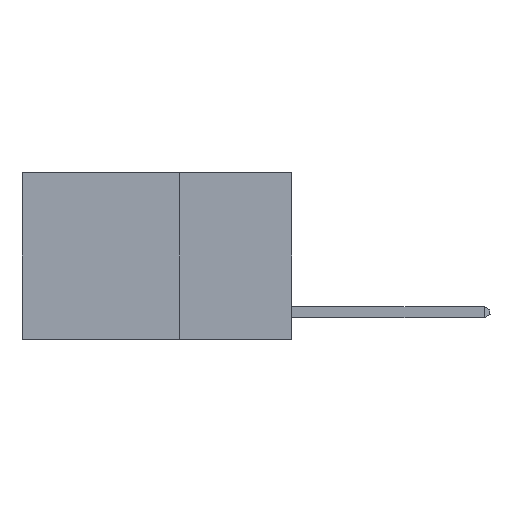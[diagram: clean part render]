
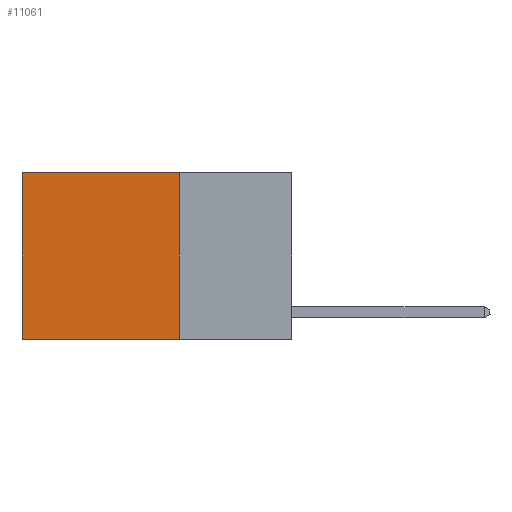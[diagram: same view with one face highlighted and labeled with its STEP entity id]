
A CAD part, left-side view. The second image highlights one B-rep face of the part: STEP entity #11061.
In plain terms, the highlighted planar face has unit normal (-1, 0, 0).
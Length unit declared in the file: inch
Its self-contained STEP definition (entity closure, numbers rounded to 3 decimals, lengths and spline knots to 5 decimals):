
#89 = ORIENTED_EDGE ( 'NONE', *, *, #9113, .T. ) ;
#1532 = AXIS2_PLACEMENT_3D ( 'NONE', #20211, #17368, #2990 ) ;
#1859 = EDGE_CURVE ( 'NONE', #7413, #18612, #18851, .T. ) ;
#2156 = VECTOR ( 'NONE', #18845, 39.37008 ) ;
#2716 = CARTESIAN_POINT ( 'NONE',  ( 0.2625, 0.6, 0. ) ) ;
#2985 = EDGE_CURVE ( 'NONE', #7413, #11094, #19496, .T. ) ;
#2990 = DIRECTION ( 'NONE',  ( 0., 0., -1. ) ) ;
#3103 = DIRECTION ( 'NONE',  ( 0., 1., 0. ) ) ;
#3438 = CARTESIAN_POINT ( 'NONE',  ( 0.2625, 0.25, 0. ) ) ;
#4557 = FACE_OUTER_BOUND ( 'NONE', #6769, .T. ) ;
#4657 = LINE ( 'NONE', #17467, #2156 ) ;
#6333 = CARTESIAN_POINT ( 'NONE',  ( 0.2625, 0.25, -0.37 ) ) ;
#6769 = EDGE_LOOP ( 'NONE', ( #89, #20372, #13339, #17586 ) ) ;
#7413 = VERTEX_POINT ( 'NONE', #10850 ) ;
#9113 = EDGE_CURVE ( 'NONE', #18612, #18568, #4657, .T. ) ;
#9698 = LINE ( 'NONE', #6333, #15217 ) ;
#10727 = CARTESIAN_POINT ( 'NONE',  ( 0.2625, 0.25, 0. ) ) ;
#10850 = CARTESIAN_POINT ( 'NONE',  ( 0.2625, 0.25, 0. ) ) ;
#10936 = PLANE ( 'NONE',  #1532 ) ;
#11017 = VECTOR ( 'NONE', #15376, 39.37008 ) ;
#11061 = ADVANCED_FACE ( 'NONE', ( #4557 ), #10936, .F. ) ;
#11094 = VERTEX_POINT ( 'NONE', #16410 ) ;
#12043 = CARTESIAN_POINT ( 'NONE',  ( 0.2625, 0.6, -0.37 ) ) ;
#12132 = VECTOR ( 'NONE', #16030, 39.37008 ) ;
#13339 = ORIENTED_EDGE ( 'NONE', *, *, #2985, .F. ) ;
#15217 = VECTOR ( 'NONE', #3103, 39.37008 ) ;
#15376 = DIRECTION ( 'NONE',  ( 0., 1., 0. ) ) ;
#16030 = DIRECTION ( 'NONE',  ( 0., 0., -1. ) ) ;
#16410 = CARTESIAN_POINT ( 'NONE',  ( 0.2625, 0.25, -0.37 ) ) ;
#17368 = DIRECTION ( 'NONE',  ( 1., 0., 0. ) ) ;
#17467 = CARTESIAN_POINT ( 'NONE',  ( 0.2625, 0.6, 0. ) ) ;
#17490 = EDGE_CURVE ( 'NONE', #11094, #18568, #9698, .T. ) ;
#17586 = ORIENTED_EDGE ( 'NONE', *, *, #1859, .T. ) ;
#18568 = VERTEX_POINT ( 'NONE', #12043 ) ;
#18612 = VERTEX_POINT ( 'NONE', #2716 ) ;
#18845 = DIRECTION ( 'NONE',  ( 0., 0., -1. ) ) ;
#18851 = LINE ( 'NONE', #10727, #11017 ) ;
#19496 = LINE ( 'NONE', #3438, #12132 ) ;
#20211 = CARTESIAN_POINT ( 'NONE',  ( 0.2625, 0.25, 0. ) ) ;
#20372 = ORIENTED_EDGE ( 'NONE', *, *, #17490, .F. ) ;
